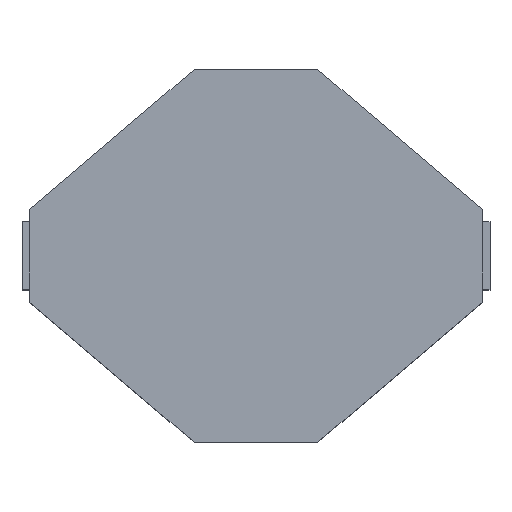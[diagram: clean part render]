
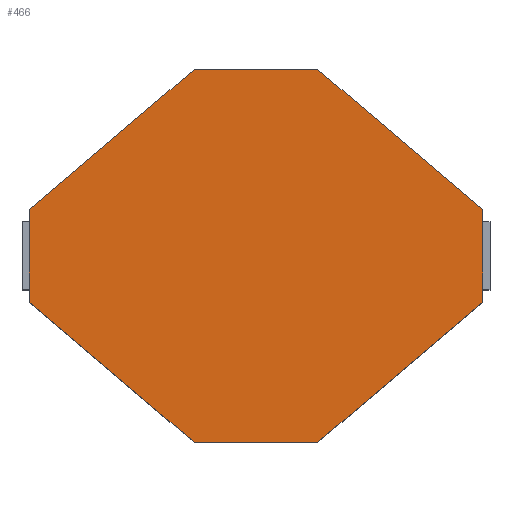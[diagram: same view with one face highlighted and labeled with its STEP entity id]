
A CAD part, top view. The second image highlights one B-rep face of the part: STEP entity #466.
In plain terms, the highlighted planar face has unit normal (0, 0, 1).
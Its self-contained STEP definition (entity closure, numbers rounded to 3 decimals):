
#85=CARTESIAN_POINT('',(9.296,1.905,7.417));
#84=VERTEX_POINT('',#85);
#95=CARTESIAN_POINT('',(9.296,-1.905,7.417));
#94=VERTEX_POINT('',#95);
#93=EDGE_CURVE('',#94,#84,#98,.T.);
#98=LINE('',#95,#100);
#100=VECTOR('',#101,3.81);
#101=DIRECTION('',(0.0,1.0,0.0));
#134=CARTESIAN_POINT('',(2.54,7.645,7.417));
#133=VERTEX_POINT('',#134);
#142=EDGE_CURVE('',#84,#133,#147,.T.);
#147=LINE('',#85,#149);
#149=VECTOR('',#150,8.866);
#150=DIRECTION('',(-0.762,0.647,0.0));
#183=CARTESIAN_POINT('',(-2.54,7.645,7.417));
#182=VERTEX_POINT('',#183);
#191=EDGE_CURVE('',#133,#182,#196,.T.);
#196=LINE('',#134,#198);
#198=VECTOR('',#199,5.08);
#199=DIRECTION('',(-1.0,0.0,0.0));
#242=CARTESIAN_POINT('',(-9.296,1.905,7.417));
#241=VERTEX_POINT('',#242);
#250=EDGE_CURVE('',#182,#241,#255,.T.);
#255=LINE('',#183,#257);
#257=VECTOR('',#258,8.866);
#258=DIRECTION('',(-0.762,-0.647,0.0));
#291=CARTESIAN_POINT('',(-9.296,-1.905,7.417));
#290=VERTEX_POINT('',#291);
#299=EDGE_CURVE('',#241,#290,#304,.T.);
#304=LINE('',#242,#306);
#306=VECTOR('',#307,3.81);
#307=DIRECTION('',(0.0,-1.0,0.0));
#340=CARTESIAN_POINT('',(-2.54,-7.645,7.417));
#339=VERTEX_POINT('',#340);
#348=EDGE_CURVE('',#290,#339,#353,.T.);
#353=LINE('',#291,#355);
#355=VECTOR('',#356,8.866);
#356=DIRECTION('',(0.762,-0.647,0.0));
#389=CARTESIAN_POINT('',(2.54,-7.645,7.417));
#388=VERTEX_POINT('',#389);
#397=EDGE_CURVE('',#339,#388,#402,.T.);
#402=LINE('',#340,#404);
#404=VECTOR('',#405,5.08);
#405=DIRECTION('',(1.0,0.0,0.0));
#446=EDGE_CURVE('',#388,#94,#451,.T.);
#451=LINE('',#389,#453);
#453=VECTOR('',#454,8.866);
#454=DIRECTION('',(0.762,0.647,0.0));
#466=ADVANCED_FACE('',(#472),#467,.T.);
#467=PLANE('',#468);
#468=AXIS2_PLACEMENT_3D('',#469,#470,#471);
#469=CARTESIAN_POINT('',(-2.54,-7.645,7.417));
#470=DIRECTION('',(0.0,0.0,1.0));
#471=DIRECTION('',(0.,1.,0.));
#472=FACE_OUTER_BOUND('',#473,.T.);
#473=EDGE_LOOP('',(#474,#484,#494,#504,#514,#524,#534,#544));
#474=ORIENTED_EDGE('',*,*,#397,.T.);
#484=ORIENTED_EDGE('',*,*,#446,.T.);
#494=ORIENTED_EDGE('',*,*,#93,.T.);
#504=ORIENTED_EDGE('',*,*,#142,.T.);
#514=ORIENTED_EDGE('',*,*,#191,.T.);
#524=ORIENTED_EDGE('',*,*,#250,.T.);
#534=ORIENTED_EDGE('',*,*,#299,.T.);
#544=ORIENTED_EDGE('',*,*,#348,.T.);
